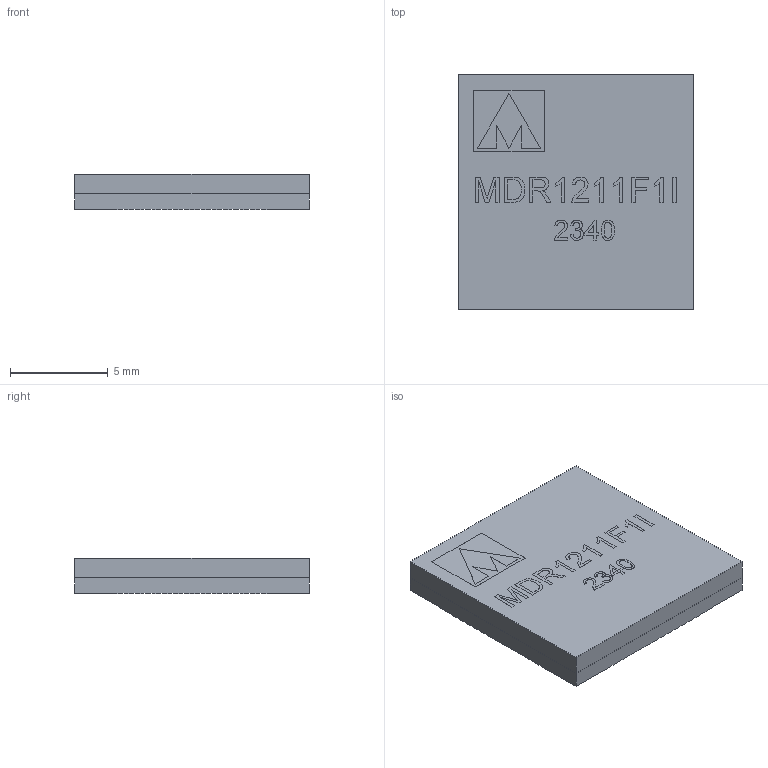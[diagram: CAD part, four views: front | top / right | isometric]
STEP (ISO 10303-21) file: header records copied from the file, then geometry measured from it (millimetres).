
FILE_DESCRIPTION (( 'STEP AP214' ), '1' );
FILE_NAME ('ﾊ1986ﾂﾅ92F1I.STEP', '2023-11-22T07:40:09', ( '' ), ( '' ), 'SwSTEP 2.0', 'SolidWorks 2019', '' );
FILE_SCHEMA (( 'AUTOMOTIVE_DESIGN' ));
Length unit declared in the file: millimetre
Products named in the file (1): ﾊ1986ﾂﾅ92F1I
Bounding box: 12 x 12 x 1.82 mm (x, y, z)
Volume: 259.5 mm3; surface area: 665.4 mm2
Topology: 2 solids, 2 shells, 461 faces, 1308 edges, 872 vertices
Faces by surface type: plane 393, bspline 68
Entity records: 23072 total; most frequent: CARTESIAN_POINT 6566, ORIENTED_EDGE 2616, DIRECTION 1960, EDGE_CURVE 1308, VECTOR 1172, LINE 1172, VERTEX_POINT 872, EDGE_LOOP 482
